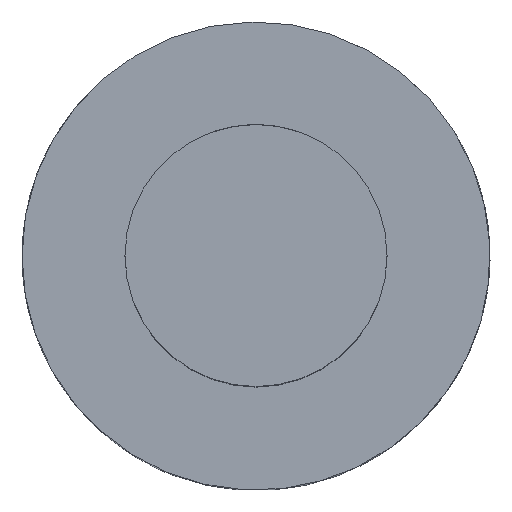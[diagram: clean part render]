
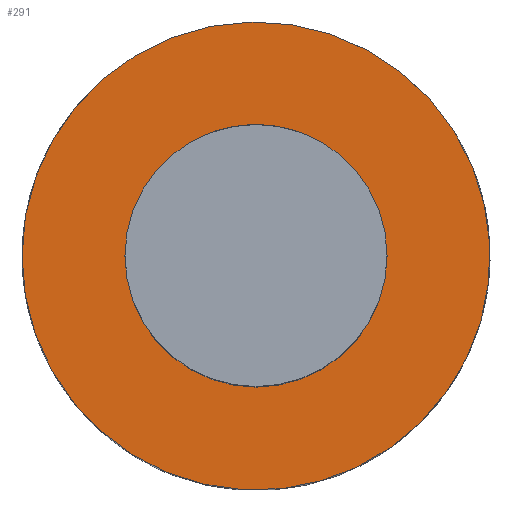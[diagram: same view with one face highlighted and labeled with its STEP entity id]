
A CAD part, top view. The second image highlights one B-rep face of the part: STEP entity #291.
In plain terms, the highlighted planar face has unit normal (0, 0, 1).
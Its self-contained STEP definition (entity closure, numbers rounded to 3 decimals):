
#291=ADVANCED_FACE('240[2]',(#812,#813),#814,.T.);
#552=EDGE_CURVE('240[2]',#1180,#1180,#1181,.T.);
#662=EDGE_CURVE('240[2]',#1308,#1308,#1309,.T.);
#812=FACE_OUTER_BOUND('',#1486,.T.);
#813=FACE_BOUND('',#1487,.T.);
#814=PLANE('',#1488);
#1180=VERTEX_POINT('',#2080);
#1181=CIRCLE('',#2081,14.0);
#1308=VERTEX_POINT('',#2397);
#1309=CIRCLE('',#2398,25.0);
#1486=EDGE_LOOP('',(#2730));
#1487=EDGE_LOOP('',(#2731));
#1488=AXIS2_PLACEMENT_3D('',#2732,#2733,#2734);
#2080=CARTESIAN_POINT('',(14.0,0.0,0.0));
#2081=AXIS2_PLACEMENT_3D('',#3180,#3181,#3182);
#2397=CARTESIAN_POINT('',(-25.,0.,0.0));
#2398=AXIS2_PLACEMENT_3D('',#3321,#3322,#3323);
#2730=ORIENTED_EDGE('',*,*,#662,.T.);
#2731=ORIENTED_EDGE('',*,*,#552,.T.);
#2732=CARTESIAN_POINT('',(12.5,0.,0.));
#2733=DIRECTION('',(0.0,0.0,1.0));
#2734=DIRECTION('',(1.0,-0.0,0.0));
#3180=CARTESIAN_POINT('',(0.0,0.0,0.));
#3181=DIRECTION('',(0.0,0.0,-1.0));
#3182=DIRECTION('',(1.0,0.0,0.0));
#3321=CARTESIAN_POINT('',(0.0,0.0,0.0));
#3322=DIRECTION('',(0.0,0.0,1.0));
#3323=DIRECTION('',(1.0,0.,0.0));
